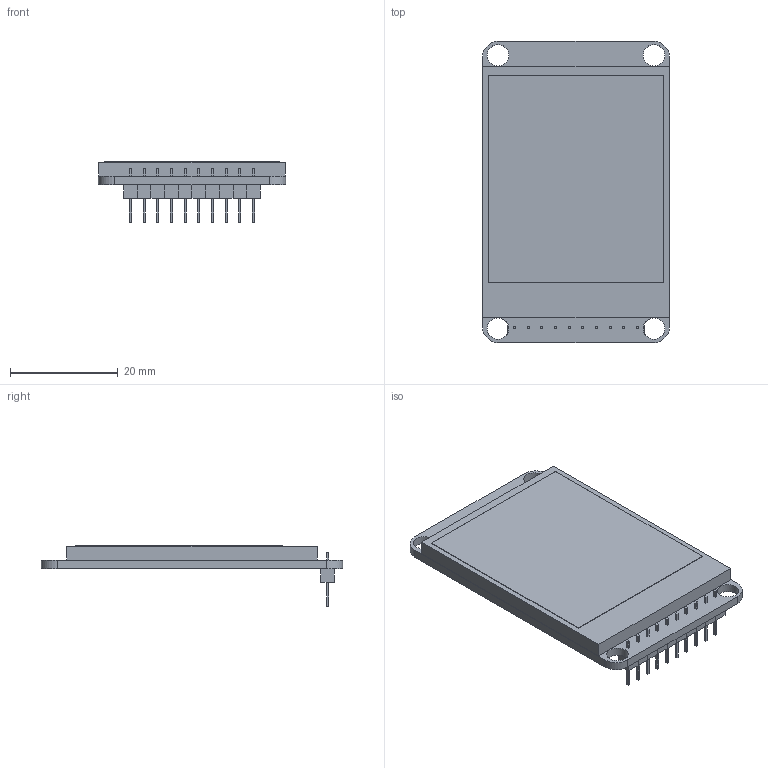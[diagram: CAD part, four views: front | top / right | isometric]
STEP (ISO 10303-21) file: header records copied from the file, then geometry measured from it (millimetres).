
FILE_DESCRIPTION(('FreeCAD Model'),'2;1');
FILE_NAME('Fusion004.step','2016-07-04T11:21:10',('Author') ,(''),'Open CASCADE STEP processor 6.8','FreeCAD','Unknown');
FILE_SCHEMA(('AUTOMOTIVE_DESIGN_CC2 { 1 2 10303 214 -1 1 5 4 }'));
Length unit declared in the file: millimetre
Products named in the file (2): ASSEMBLY; Fusion004
Assembly tree (1 placements, depth 2):
  ASSEMBLY
    Fusion004
Bounding box: 34.8 x 56 x 11.3 mm (x, y, z)
Volume: 7516.5 mm3; surface area: 4817.5 mm2
Topology: 1 solids, 1 shells, 149 faces, 374 edges, 248 vertices
Faces by surface type: plane 141, cylinder 8
Full cylindrical faces by diameter (mm): 4 x4
Entity records: 10183 total; most frequent: CARTESIAN_POINT 1705, DIRECTION 1280, LINE 922, VECTOR 922, ORIENTED_EDGE 748, PCURVE 748, DEFINITIONAL_REPRESENTATION 748, EDGE_CURVE 374
